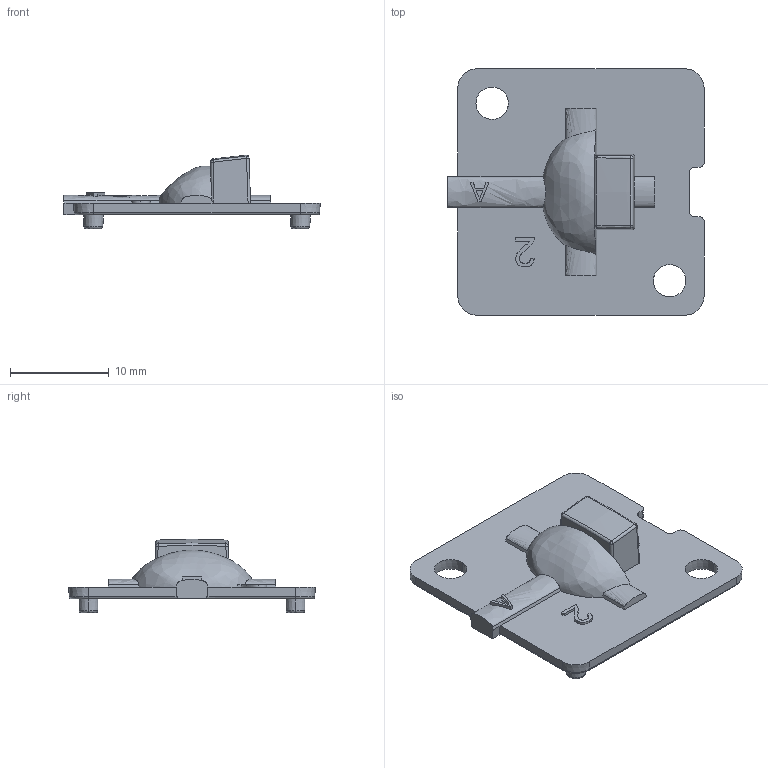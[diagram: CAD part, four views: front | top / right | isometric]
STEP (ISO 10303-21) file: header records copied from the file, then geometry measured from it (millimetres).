
FILE_DESCRIPTION (( 'STEP AP214' ), '1' );
FILE_NAME ('12767_70249_Rev-3_MH2_Customer.STEP', '2015-09-17T08:35:25', ( '' ), ( '' ), 'SwSTEP 2.0', 'SolidWorks 2014', '' );
FILE_SCHEMA (( 'AUTOMOTIVE_DESIGN' ));
Length unit declared in the file: millimetre
Products named in the file (1): 12767_70249_Rev-3_MH2_Customer
Bounding box: 26 x 25 x 7.45 mm (x, y, z)
Volume: 836.6 mm3; surface area: 1567.1 mm2
Topology: 1 solids, 1 shells, 211 faces, 536 edges, 333 vertices
Faces by surface type: plane 65, cylinder 56, bspline 48, torus 20, cone 16, sphere 6
Entity records: 7981 total; most frequent: CARTESIAN_POINT 3214, ORIENTED_EDGE 1068, DIRECTION 889, EDGE_CURVE 534, VERTEX_POINT 333, AXIS2_PLACEMENT_3D 328, VECTOR 233, LINE 233
